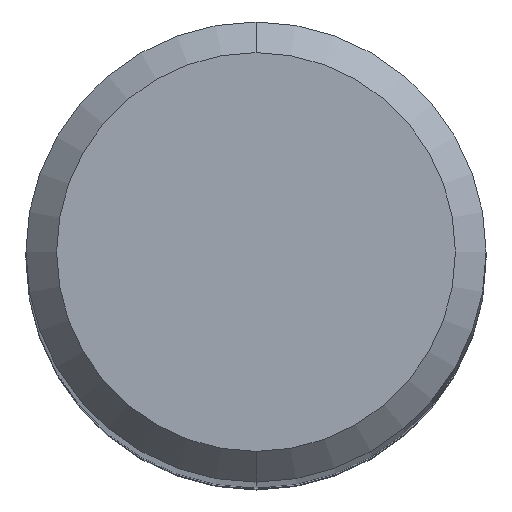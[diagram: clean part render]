
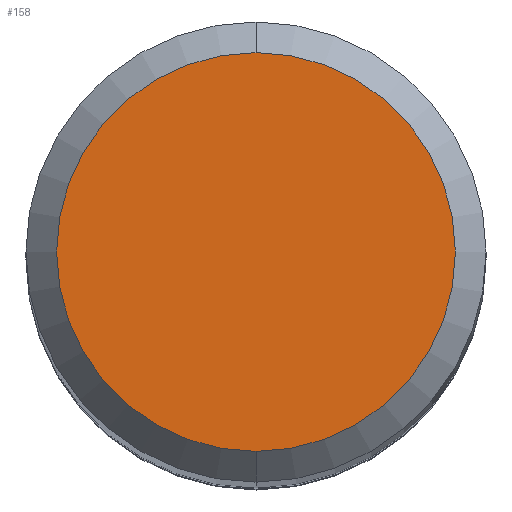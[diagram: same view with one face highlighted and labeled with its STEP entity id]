
A CAD part, top view. The second image highlights one B-rep face of the part: STEP entity #158.
In plain terms, the highlighted planar face has unit normal (0, 0, 1).
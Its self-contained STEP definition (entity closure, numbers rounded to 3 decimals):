
#114=VERTEX_POINT('',#257);
#146=EDGE_CURVE('',#208,#114,#290,.T.);
#158=ADVANCED_FACE('',(#305),#306,.T.);
#162=EDGE_CURVE('',#114,#208,#311,.T.);
#208=VERTEX_POINT('',#361);
#257=CARTESIAN_POINT('',(0.,-2.6,0.0));
#290=CIRCLE('',#448,2.6);
#305=FACE_OUTER_BOUND('',#464,.T.);
#306=PLANE('',#465);
#311=CIRCLE('',#471,2.6);
#361=CARTESIAN_POINT('',(0.0,2.6,0.0));
#448=AXIS2_PLACEMENT_3D('',#613,#614,#615);
#464=EDGE_LOOP('',(#642,#643));
#465=AXIS2_PLACEMENT_3D('',#644,#645,#646);
#471=AXIS2_PLACEMENT_3D('',#653,#654,#655);
#613=CARTESIAN_POINT('',(0.0,0.0,0.0));
#614=DIRECTION('',(0.0,0.0,-1.0));
#615=DIRECTION('',(0.0,1.0,0.0));
#642=ORIENTED_EDGE('',*,*,#146,.F.);
#643=ORIENTED_EDGE('',*,*,#162,.F.);
#644=CARTESIAN_POINT('',(0.0,1.3,0.0));
#645=DIRECTION('',(-0.0,0.0,1.0));
#646=DIRECTION('',(0.0,-1.0,0.0));
#653=CARTESIAN_POINT('',(0.0,0.0,0.0));
#654=DIRECTION('',(0.0,0.0,-1.0));
#655=DIRECTION('',(0.0,1.0,0.0));
